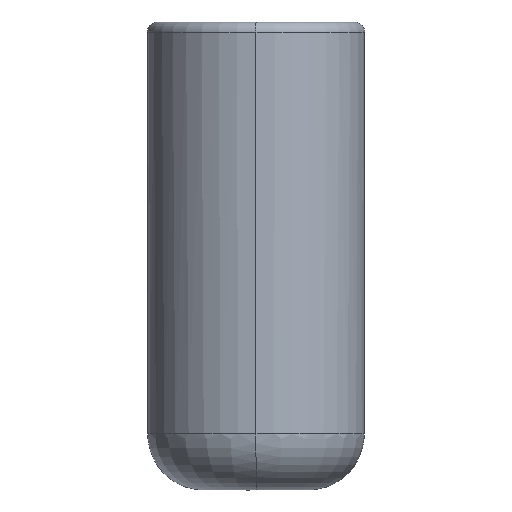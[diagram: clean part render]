
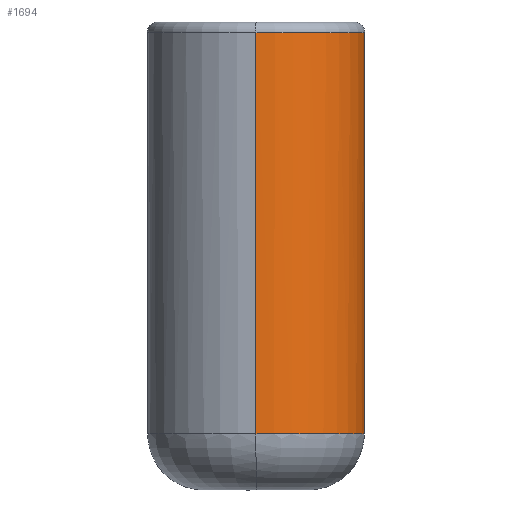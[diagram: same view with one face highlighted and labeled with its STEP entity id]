
A CAD part, left-side view. The second image highlights one B-rep face of the part: STEP entity #1694.
In plain terms, the highlighted cylindrical face has radius 7.874 mm (diameter 15.748 mm), a partial arc.
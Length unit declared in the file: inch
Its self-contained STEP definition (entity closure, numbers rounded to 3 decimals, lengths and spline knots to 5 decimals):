
#21 = CARTESIAN_POINT ( 'NONE',  ( 0.30086, -0.07612, -0.65756 ) ) ;
#60 = EDGE_LOOP ( 'NONE', ( #3003, #2998, #2991, #2985, #2983 ) ) ;
#97 = VERTEX_POINT ( 'NONE', #3216 ) ;
#156 = CARTESIAN_POINT ( 'NONE',  ( 0.11651, -0.28737, -1.14853 ) ) ;
#175 = CARTESIAN_POINT ( 'NONE',  ( 0.13286, -0.28021, -0.9026 ) ) ;
#208 = AXIS2_PLACEMENT_3D ( 'NONE', #407, #1415, #2360 ) ;
#335 = DIRECTION ( 'NONE',  ( 0., 0., 1. ) ) ;
#390 = DIRECTION ( 'NONE',  ( 1., 0., 0. ) ) ;
#407 = CARTESIAN_POINT ( 'NONE',  ( 0., 0., -1.335 ) ) ;
#410 = CARTESIAN_POINT ( 'NONE',  ( -0.31, 0., -1.175 ) ) ;
#448 = CARTESIAN_POINT ( 'NONE',  ( 0.09787, -0.29422, -0.97068 ) ) ;
#467 = CARTESIAN_POINT ( 'NONE',  ( 0.26996, -0.1529, -0.70027 ) ) ;
#567 = CIRCLE ( 'NONE', #1918, 0.31 ) ;
#646 = DIRECTION ( 'NONE',  ( 0., 0., 1. ) ) ;
#719 = CARTESIAN_POINT ( 'NONE',  ( 0.08254, -0.29881, -1.03079 ) ) ;
#743 = CARTESIAN_POINT ( 'NONE',  ( 0.23533, -0.20212, -0.74877 ) ) ;
#759 = B_SPLINE_CURVE_WITH_KNOTS ( 'NONE', 3,
 ( #1427, #2382, #156, #1206, #2125, #3171, #981, #1898, #2891, #719, #1667, #2640, #448, #1448, #2406, #175, #1224, #2142, #3191, #997, #1912, #2911, #743, #1688, #2659, #467, #1460, #2420, #2257, #21, #1106, #2020, #3039, #863 ),
 .UNSPECIFIED., .F., .F.,
 ( 4, 2, 2, 2, 2, 2, 2, 2, 2, 2, 2, 2, 2, 2, 2, 2, 4 ),
 ( 0., 0.00119, 0.00238, 0.00297, 0.00356, 0.00475, 0.00594, 0.00713, 0.00831, 0.0095, 0.01188, 0.01306, 0.01425, 0.01544, 0.01663, 0.01781, 0.019 ),
 .UNSPECIFIED. ) ;
#863 = CARTESIAN_POINT ( 'NONE',  ( 0.31, 0., -0.645 ) ) ;
#870 = VECTOR ( 'NONE', #646, 39.37008 ) ;
#936 = CARTESIAN_POINT ( 'NONE',  ( 0.13161, -0.28067, -1.175 ) ) ;
#981 = CARTESIAN_POINT ( 'NONE',  ( 0.08754, -0.29739, -1.07721 ) ) ;
#997 = CARTESIAN_POINT ( 'NONE',  ( 0.18857, -0.2468, -0.81581 ) ) ;
#1106 = CARTESIAN_POINT ( 'NONE',  ( 0.30425, -0.06132, -0.65289 ) ) ;
#1153 = CIRCLE ( 'NONE', #1500, 0.31 ) ;
#1206 = CARTESIAN_POINT ( 'NONE',  ( 0.10291, -0.29251, -1.12099 ) ) ;
#1224 = CARTESIAN_POINT ( 'NONE',  ( 0.14071, -0.27637, -0.88964 ) ) ;
#1333 = CARTESIAN_POINT ( 'NONE',  ( 0., 0., -1.175 ) ) ;
#1370 = CARTESIAN_POINT ( 'NONE',  ( 0.31, 0., -0.03 ) ) ;
#1415 = DIRECTION ( 'NONE',  ( 0., 0., 1. ) ) ;
#1427 = CARTESIAN_POINT ( 'NONE',  ( 0.13161, -0.28067, -1.175 ) ) ;
#1448 = CARTESIAN_POINT ( 'NONE',  ( 0.1107, -0.28964, -0.94261 ) ) ;
#1460 = CARTESIAN_POINT ( 'NONE',  ( 0.27621, -0.14139, -0.6916 ) ) ;
#1500 = AXIS2_PLACEMENT_3D ( 'NONE', #1625, #2595, #390 ) ;
#1575 = EDGE_CURVE ( 'NONE', #2811, #2519, #567, .T. ) ;
#1581 = LINE ( 'NONE', #2544, #3150 ) ;
#1625 = CARTESIAN_POINT ( 'NONE',  ( 0., 0., -0.03 ) ) ;
#1639 = FACE_OUTER_BOUND ( 'NONE', #60, .T. ) ;
#1667 = CARTESIAN_POINT ( 'NONE',  ( 0.0845, -0.29829, -1.0152 ) ) ;
#1688 = CARTESIAN_POINT ( 'NONE',  ( 0.24984, -0.18389, -0.72835 ) ) ;
#1694 = ADVANCED_FACE ( 'NONE', ( #1639 ), #2610, .T. ) ;
#1843 = LINE ( 'NONE', #2826, #870 ) ;
#1898 = CARTESIAN_POINT ( 'NONE',  ( 0.08454, -0.29825, -1.06196 ) ) ;
#1912 = CARTESIAN_POINT ( 'NONE',  ( 0.20454, -0.23398, -0.79267 ) ) ;
#1918 = AXIS2_PLACEMENT_3D ( 'NONE', #1333, #2021, #3041 ) ;
#2020 = CARTESIAN_POINT ( 'NONE',  ( 0.3088, -0.03125, -0.64665 ) ) ;
#2021 = DIRECTION ( 'NONE',  ( 0., 0., 1. ) ) ;
#2125 = CARTESIAN_POINT ( 'NONE',  ( 0.09674, -0.29456, -1.10689 ) ) ;
#2142 = CARTESIAN_POINT ( 'NONE',  ( 0.15656, -0.26772, -0.86436 ) ) ;
#2257 = CARTESIAN_POINT ( 'NONE',  ( 0.29247, -0.10378, -0.66912 ) ) ;
#2360 = DIRECTION ( 'NONE',  ( 1., 0., 0. ) ) ;
#2382 = CARTESIAN_POINT ( 'NONE',  ( 0.12394, -0.28427, -1.16191 ) ) ;
#2406 = CARTESIAN_POINT ( 'NONE',  ( 0.11787, -0.28683, -0.92907 ) ) ;
#2420 = CARTESIAN_POINT ( 'NONE',  ( 0.28748, -0.11677, -0.676 ) ) ;
#2519 = VERTEX_POINT ( 'NONE', #936 ) ;
#2526 = EDGE_CURVE ( 'NONE', #3162, #97, #1153, .T. ) ;
#2544 = CARTESIAN_POINT ( 'NONE',  ( -0.31, 0., -1.335 ) ) ;
#2595 = DIRECTION ( 'NONE',  ( 0., 0., -1. ) ) ;
#2605 = EDGE_CURVE ( 'NONE', #2519, #3056, #759, .T. ) ;
#2610 = CYLINDRICAL_SURFACE ( 'NONE', #208, 0.31 ) ;
#2640 = CARTESIAN_POINT ( 'NONE',  ( 0.09227, -0.29598, -0.98507 ) ) ;
#2659 = CARTESIAN_POINT ( 'NONE',  ( 0.2568, -0.17409, -0.71861 ) ) ;
#2680 = EDGE_CURVE ( 'NONE', #2811, #97, #1581, .T. ) ;
#2811 = VERTEX_POINT ( 'NONE', #410 ) ;
#2826 = CARTESIAN_POINT ( 'NONE',  ( 0.31, 0., -1.335 ) ) ;
#2851 = EDGE_CURVE ( 'NONE', #3056, #3162, #1843, .T. ) ;
#2891 = CARTESIAN_POINT ( 'NONE',  ( 0.08357, -0.29852, -1.05424 ) ) ;
#2911 = CARTESIAN_POINT ( 'NONE',  ( 0.22774, -0.2106, -0.75952 ) ) ;
#2983 = ORIENTED_EDGE ( 'NONE', *, *, #2526, .T. ) ;
#2985 = ORIENTED_EDGE ( 'NONE', *, *, #2851, .T. ) ;
#2991 = ORIENTED_EDGE ( 'NONE', *, *, #2605, .T. ) ;
#2998 = ORIENTED_EDGE ( 'NONE', *, *, #1575, .T. ) ;
#3003 = ORIENTED_EDGE ( 'NONE', *, *, #2680, .F. ) ;
#3014 = CARTESIAN_POINT ( 'NONE',  ( 0.31, 0., -0.645 ) ) ;
#3039 = CARTESIAN_POINT ( 'NONE',  ( 0.31, -0.01576, -0.645 ) ) ;
#3041 = DIRECTION ( 'NONE',  ( 1., 0., 0. ) ) ;
#3056 = VERTEX_POINT ( 'NONE', #3014 ) ;
#3150 = VECTOR ( 'NONE', #335, 39.37008 ) ;
#3162 = VERTEX_POINT ( 'NONE', #1370 ) ;
#3171 = CARTESIAN_POINT ( 'NONE',  ( 0.08958, -0.29679, -1.08478 ) ) ;
#3191 = CARTESIAN_POINT ( 'NONE',  ( 0.16457, -0.26289, -0.85203 ) ) ;
#3216 = CARTESIAN_POINT ( 'NONE',  ( -0.31, 0., -0.03 ) ) ;
